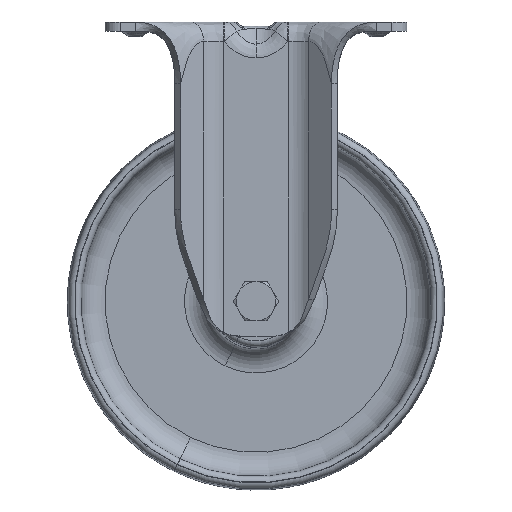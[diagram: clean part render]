
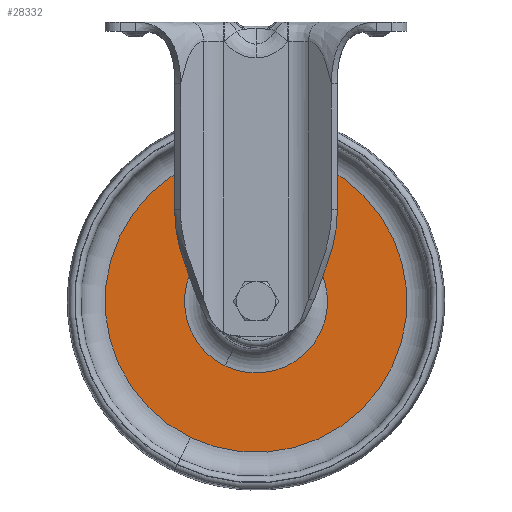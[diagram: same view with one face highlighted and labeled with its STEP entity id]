
A CAD part, top view. The second image highlights one B-rep face of the part: STEP entity #28332.
In plain terms, the highlighted planar face has unit normal (0, 0, 1).
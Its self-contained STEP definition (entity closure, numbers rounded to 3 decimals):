
#610 = DIRECTION ( 'NONE',  ( 0.434, 0.901, 0. ) ) ;
#2396 = ORIENTED_EDGE ( 'NONE', *, *, #27983, .T. ) ;
#2753 = AXIS2_PLACEMENT_3D ( 'NONE', #26098, #10534, #20507 ) ;
#3320 = VERTEX_POINT ( 'NONE', #24371 ) ;
#3332 = CARTESIAN_POINT ( 'NONE',  ( -10.28, -113.846, 3. ) ) ;
#4961 = AXIS2_PLACEMENT_3D ( 'NONE', #13077, #10103, #20404 ) ;
#5244 = EDGE_CURVE ( 'NONE', #3320, #22735, #14640, .T. ) ;
#5643 = DIRECTION ( 'NONE',  ( 0.434, 0.901, 0. ) ) ;
#7748 = ORIENTED_EDGE ( 'NONE', *, *, #5244, .T. ) ;
#8214 = EDGE_CURVE ( 'NONE', #18892, #22257, #24616, .T. ) ;
#8227 = DIRECTION ( 'NONE',  ( 0., 0., 1. ) ) ;
#9515 = EDGE_LOOP ( 'NONE', ( #2396, #14120 ) ) ;
#10103 = DIRECTION ( 'NONE',  ( 0., 0., -1. ) ) ;
#10534 = DIRECTION ( 'NONE',  ( 0., 0., -1. ) ) ;
#12352 = FACE_OUTER_BOUND ( 'NONE', #32712, .T. ) ;
#13077 = CARTESIAN_POINT ( 'NONE',  ( 0., -92.5, 3. ) ) ;
#13718 = DIRECTION ( 'NONE',  ( 0.434, 0.901, 0. ) ) ;
#13950 = CIRCLE ( 'NONE', #2753, 23.692 ) ;
#14120 = ORIENTED_EDGE ( 'NONE', *, *, #8214, .T. ) ;
#14640 = CIRCLE ( 'NONE', #32763, 50. ) ;
#17631 = ORIENTED_EDGE ( 'NONE', *, *, #22655, .T. ) ;
#18440 = CARTESIAN_POINT ( 'NONE',  ( 0., -92.5, 3. ) ) ;
#18705 = AXIS2_PLACEMENT_3D ( 'NONE', #23130, #23444, #610 ) ;
#18741 = CIRCLE ( 'NONE', #23025, 50. ) ;
#18892 = VERTEX_POINT ( 'NONE', #3332 ) ;
#20140 = PLANE ( 'NONE',  #18705 ) ;
#20404 = DIRECTION ( 'NONE',  ( 0.434, 0.901, 0. ) ) ;
#20507 = DIRECTION ( 'NONE',  ( 0.434, 0.901, 0. ) ) ;
#21726 = CARTESIAN_POINT ( 'NONE',  ( -21.694, -137.548, 3. ) ) ;
#22257 = VERTEX_POINT ( 'NONE', #27280 ) ;
#22655 = EDGE_CURVE ( 'NONE', #22735, #3320, #18741, .T. ) ;
#22735 = VERTEX_POINT ( 'NONE', #21726 ) ;
#23025 = AXIS2_PLACEMENT_3D ( 'NONE', #23871, #8227, #13718 ) ;
#23130 = CARTESIAN_POINT ( 'NONE',  ( -52.256, -67.335, 3. ) ) ;
#23444 = DIRECTION ( 'NONE',  ( 0., 0., 1. ) ) ;
#23871 = CARTESIAN_POINT ( 'NONE',  ( 0., -92.5, 3. ) ) ;
#24371 = CARTESIAN_POINT ( 'NONE',  ( 21.694, -47.452, 3. ) ) ;
#24616 = CIRCLE ( 'NONE', #4961, 23.692 ) ;
#26098 = CARTESIAN_POINT ( 'NONE',  ( 0., -92.5, 3. ) ) ;
#27280 = CARTESIAN_POINT ( 'NONE',  ( 10.28, -71.154, 3. ) ) ;
#27288 = FACE_BOUND ( 'NONE', #9515, .T. ) ;
#27983 = EDGE_CURVE ( 'NONE', #22257, #18892, #13950, .T. ) ;
#28332 = ADVANCED_FACE ( 'NONE', ( #27288, #12352 ), #20140, .T. ) ;
#30792 = DIRECTION ( 'NONE',  ( 0., 0., 1. ) ) ;
#32712 = EDGE_LOOP ( 'NONE', ( #7748, #17631 ) ) ;
#32763 = AXIS2_PLACEMENT_3D ( 'NONE', #18440, #30792, #5643 ) ;
